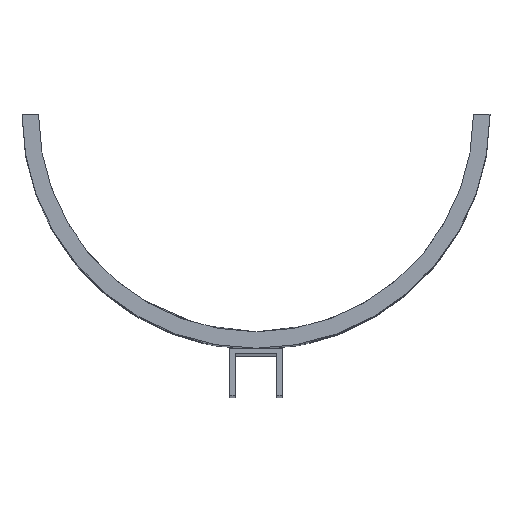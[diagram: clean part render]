
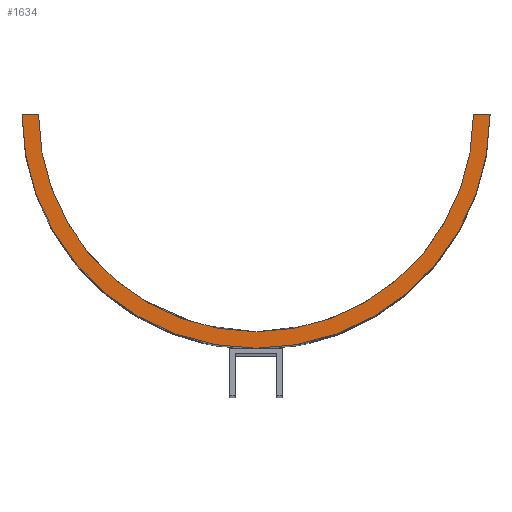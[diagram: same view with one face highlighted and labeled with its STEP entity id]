
A CAD part, top view. The second image highlights one B-rep face of the part: STEP entity #1634.
In plain terms, the highlighted planar face has unit normal (0, 0, 1).
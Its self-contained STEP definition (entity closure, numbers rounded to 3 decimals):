
#113 = DIRECTION ( 'NONE',  ( 0., 0., 1. ) ) ;
#149 = CARTESIAN_POINT ( 'NONE',  ( 94.525, 102.05, 540. ) ) ;
#151 = EDGE_CURVE ( 'NONE', #1370, #1647, #412, .T. ) ;
#157 = CARTESIAN_POINT ( 'NONE',  ( -75.475, 102.05, 540. ) ) ;
#158 = ORIENTED_EDGE ( 'NONE', *, *, #269, .F. ) ;
#174 = DIRECTION ( 'NONE',  ( -1., 0., 0. ) ) ;
#178 = CARTESIAN_POINT ( 'NONE',  ( 9.525, 102.05, 540. ) ) ;
#219 = VERTEX_POINT ( 'NONE', #149 ) ;
#233 = VERTEX_POINT ( 'NONE', #157 ) ;
#269 = EDGE_CURVE ( 'NONE', #1647, #219, #804, .T. ) ;
#324 = DIRECTION ( 'NONE',  ( 0., 0., -1. ) ) ;
#412 = CIRCLE ( 'NONE', #677, 79. ) ;
#419 = DIRECTION ( 'NONE',  ( 1., 0., 0. ) ) ;
#430 = CARTESIAN_POINT ( 'NONE',  ( 88.525, 102.05, 540. ) ) ;
#526 = CIRCLE ( 'NONE', #1704, 85. ) ;
#677 = AXIS2_PLACEMENT_3D ( 'NONE', #178, #2034, #1443 ) ;
#757 = CARTESIAN_POINT ( 'NONE',  ( 9.525, 102.05, 540. ) ) ;
#804 = LINE ( 'NONE', #1161, #1497 ) ;
#894 = PLANE ( 'NONE',  #1434 ) ;
#911 = CARTESIAN_POINT ( 'NONE',  ( -75.475, 102.05, 540. ) ) ;
#1132 = CARTESIAN_POINT ( 'NONE',  ( -69.475, 102.05, 540. ) ) ;
#1161 = CARTESIAN_POINT ( 'NONE',  ( 88.525, 102.05, 540. ) ) ;
#1277 = CARTESIAN_POINT ( 'NONE',  ( 9.525, 102.05, 540. ) ) ;
#1310 = ORIENTED_EDGE ( 'NONE', *, *, #1407, .F. ) ;
#1370 = VERTEX_POINT ( 'NONE', #1132 ) ;
#1375 = FACE_OUTER_BOUND ( 'NONE', #1632, .T. ) ;
#1407 = EDGE_CURVE ( 'NONE', #219, #233, #526, .T. ) ;
#1434 = AXIS2_PLACEMENT_3D ( 'NONE', #757, #113, #1531 ) ;
#1443 = DIRECTION ( 'NONE',  ( 1., 0., 0. ) ) ;
#1497 = VECTOR ( 'NONE', #1629, 1000. ) ;
#1531 = DIRECTION ( 'NONE',  ( 1., 0., 0. ) ) ;
#1547 = ORIENTED_EDGE ( 'NONE', *, *, #1790, .F. ) ;
#1629 = DIRECTION ( 'NONE',  ( 1., 0., 0. ) ) ;
#1632 = EDGE_LOOP ( 'NONE', ( #1310, #158, #1770, #1547 ) ) ;
#1634 = ADVANCED_FACE ( 'NONE', ( #1375 ), #894, .T. ) ;
#1647 = VERTEX_POINT ( 'NONE', #430 ) ;
#1704 = AXIS2_PLACEMENT_3D ( 'NONE', #1277, #324, #174 ) ;
#1770 = ORIENTED_EDGE ( 'NONE', *, *, #151, .F. ) ;
#1790 = EDGE_CURVE ( 'NONE', #233, #1370, #1851, .T. ) ;
#1851 = LINE ( 'NONE', #911, #2048 ) ;
#2034 = DIRECTION ( 'NONE',  ( 0., 0., 1. ) ) ;
#2048 = VECTOR ( 'NONE', #419, 1000. ) ;
